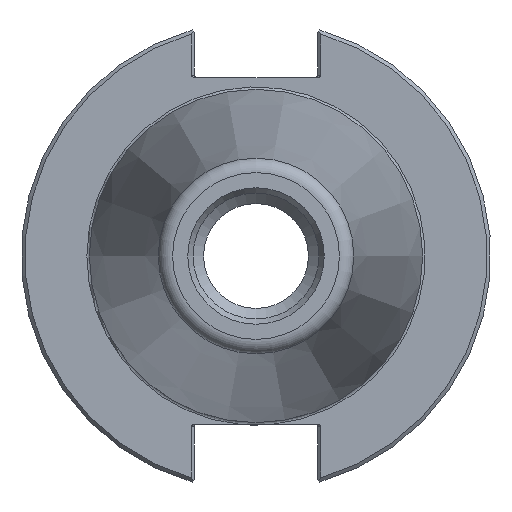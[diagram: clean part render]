
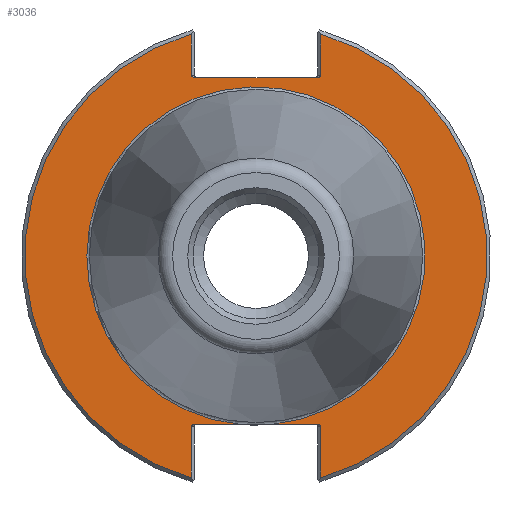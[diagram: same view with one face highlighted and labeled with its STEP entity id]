
A CAD part, left-side view. The second image highlights one B-rep face of the part: STEP entity #3036.
In plain terms, the highlighted planar face has unit normal (-1, 0, 0).
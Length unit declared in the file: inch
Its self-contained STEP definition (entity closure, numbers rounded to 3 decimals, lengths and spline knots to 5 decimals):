
#2391=CARTESIAN_POINT('',(0.125,-0.50422,1.472));
#2392=VERTEX_POINT('',#2391);
#2399=CARTESIAN_POINT('',(0.125,-0.5325,1.492));
#2400=VERTEX_POINT('',#2399);
#2401=CARTESIAN_POINT('',(0.125,-0.50422,1.492));
#2402=DIRECTION('',(-1.0,0.0,0.0));
#2403=DIRECTION('',(0.0,-1.0,0.0));
#2404=AXIS2_PLACEMENT_3D('',#2401,#2402,#2403);
#2405=ELLIPSE('',#2404,0.02828,0.02);
#2406=EDGE_CURVE('',#2392,#2400,#2405,.T.);
#2456=CARTESIAN_POINT('',(0.125,-0.5325,1.83167));
#2457=VERTEX_POINT('',#2456);
#2458=CARTESIAN_POINT('',(0.125,-0.5325,1.492));
#2459=DIRECTION('',(0.0,0.0,1.0));
#2460=VECTOR('',#2459,0.33967);
#2461=LINE('',#2458,#2460);
#2462=EDGE_CURVE('',#2400,#2457,#2461,.T.);
#2545=CARTESIAN_POINT('',(0.125,0.50422,-1.388));
#2546=VERTEX_POINT('',#2545);
#2553=CARTESIAN_POINT('',(0.125,0.5325,-1.408));
#2554=VERTEX_POINT('',#2553);
#2555=CARTESIAN_POINT('',(0.125,0.50422,-1.408));
#2556=DIRECTION('',(-1.0,0.0,0.0));
#2557=DIRECTION('',(0.0,1.0,0.0));
#2558=AXIS2_PLACEMENT_3D('',#2555,#2556,#2557);
#2559=ELLIPSE('',#2558,0.02828,0.02);
#2560=EDGE_CURVE('',#2546,#2554,#2559,.T.);
#2610=CARTESIAN_POINT('',(0.125,0.5325,-1.83167));
#2611=VERTEX_POINT('',#2610);
#2612=CARTESIAN_POINT('',(0.125,0.5325,-1.408));
#2613=DIRECTION('',(0.0,0.0,-1.0));
#2614=VECTOR('',#2613,0.42367);
#2615=LINE('',#2612,#2614);
#2616=EDGE_CURVE('',#2554,#2611,#2615,.T.);
#2641=CARTESIAN_POINT('',(0.125,-0.5325,-1.408));
#2642=VERTEX_POINT('',#2641);
#2643=CARTESIAN_POINT('',(0.125,-0.50422,-1.388));
#2644=VERTEX_POINT('',#2643);
#2645=CARTESIAN_POINT('',(0.125,-0.50422,-1.408));
#2646=DIRECTION('',(-1.0,0.0,0.0));
#2647=DIRECTION('',(0.0,-1.0,0.0));
#2648=AXIS2_PLACEMENT_3D('',#2645,#2646,#2647);
#2649=ELLIPSE('',#2648,0.02828,0.02);
#2650=EDGE_CURVE('',#2642,#2644,#2649,.T.);
#2748=CARTESIAN_POINT('',(0.125,-0.5325,-1.83167));
#2749=VERTEX_POINT('',#2748);
#2756=CARTESIAN_POINT('',(0.125,-0.5325,-1.83167));
#2757=DIRECTION('',(0.0,0.0,1.0));
#2758=VECTOR('',#2757,0.42367);
#2759=LINE('',#2756,#2758);
#2760=EDGE_CURVE('',#2749,#2642,#2759,.T.);
#2802=CARTESIAN_POINT('',(0.125,0.5325,1.492));
#2803=VERTEX_POINT('',#2802);
#2810=CARTESIAN_POINT('',(0.125,0.50422,1.472));
#2811=VERTEX_POINT('',#2810);
#2812=CARTESIAN_POINT('',(0.125,0.50422,1.492));
#2813=DIRECTION('',(-1.0,0.0,0.0));
#2814=DIRECTION('',(0.0,1.0,0.0));
#2815=AXIS2_PLACEMENT_3D('',#2812,#2813,#2814);
#2816=ELLIPSE('',#2815,0.02828,0.02);
#2817=EDGE_CURVE('',#2803,#2811,#2816,.T.);
#2902=CARTESIAN_POINT('',(0.125,0.5325,1.83167));
#2903=VERTEX_POINT('',#2902);
#2910=CARTESIAN_POINT('',(0.125,0.5325,1.83167));
#2911=DIRECTION('',(0.0,0.0,-1.0));
#2912=VECTOR('',#2911,0.33967);
#2913=LINE('',#2910,#2912);
#2914=EDGE_CURVE('',#2903,#2803,#2913,.T.);
#2949=CARTESIAN_POINT('',(0.125,-0.13957,-1.388));
#2950=VERTEX_POINT('',#2949);
#2951=CARTESIAN_POINT('',(0.125,0.13957,-1.388));
#2952=VERTEX_POINT('',#2951);
#2967=CARTESIAN_POINT('',(0.125,0.0,0.0));
#2968=DIRECTION('',(-1.0,0.0,0.0));
#2969=DIRECTION('',(0.0,-1.0,0.0));
#2970=AXIS2_PLACEMENT_3D('',#2967,#2968,#2969);
#2971=CIRCLE('',#2970,1.395);
#2972=EDGE_CURVE('',#2950,#2952,#2971,.T.);
#2988=CARTESIAN_POINT('',(0.125,1.65625,0.0));
#2989=DIRECTION('',(-1.0,0.0,0.0));
#2990=DIRECTION('',(0.0,0.0,1.0));
#2991=AXIS2_PLACEMENT_3D('',#2988,#2989,#2990);
#2992=PLANE('',#2991);
#2993=ORIENTED_EDGE('',*,*,#2972,.F.);
#2994=CARTESIAN_POINT('',(0.125,-0.50422,-1.388));
#2995=DIRECTION('',(0.0,1.0,0.0));
#2996=VECTOR('',#2995,0.36464);
#2997=LINE('',#2994,#2996);
#2998=EDGE_CURVE('',#2644,#2950,#2997,.T.);
#2999=ORIENTED_EDGE('',*,*,#2998,.F.);
#3000=ORIENTED_EDGE('',*,*,#2650,.F.);
#3001=ORIENTED_EDGE('',*,*,#2760,.F.);
#3002=CARTESIAN_POINT('',(0.125,0.0,0.0));
#3003=DIRECTION('',(1.0,0.0,0.0));
#3004=DIRECTION('',(0.0,-1.0,0.0));
#3005=AXIS2_PLACEMENT_3D('',#3002,#3003,#3004);
#3006=CIRCLE('',#3005,1.9075);
#3007=EDGE_CURVE('',#2457,#2749,#3006,.T.);
#3008=ORIENTED_EDGE('',*,*,#3007,.F.);
#3009=ORIENTED_EDGE('',*,*,#2462,.F.);
#3010=ORIENTED_EDGE('',*,*,#2406,.F.);
#3011=CARTESIAN_POINT('',(0.125,0.50422,1.472));
#3012=DIRECTION('',(0.0,-1.0,0.0));
#3013=VECTOR('',#3012,1.00843);
#3014=LINE('',#3011,#3013);
#3015=EDGE_CURVE('',#2811,#2392,#3014,.T.);
#3016=ORIENTED_EDGE('',*,*,#3015,.F.);
#3017=ORIENTED_EDGE('',*,*,#2817,.F.);
#3018=ORIENTED_EDGE('',*,*,#2914,.F.);
#3019=CARTESIAN_POINT('',(0.125,0.0,0.0));
#3020=DIRECTION('',(1.0,0.0,0.0));
#3021=DIRECTION('',(0.0,1.0,0.0));
#3022=AXIS2_PLACEMENT_3D('',#3019,#3020,#3021);
#3023=CIRCLE('',#3022,1.9075);
#3024=EDGE_CURVE('',#2611,#2903,#3023,.T.);
#3025=ORIENTED_EDGE('',*,*,#3024,.F.);
#3026=ORIENTED_EDGE('',*,*,#2616,.F.);
#3027=ORIENTED_EDGE('',*,*,#2560,.F.);
#3028=CARTESIAN_POINT('',(0.125,0.13957,-1.388));
#3029=DIRECTION('',(0.0,1.0,0.0));
#3030=VECTOR('',#3029,0.36464);
#3031=LINE('',#3028,#3030);
#3032=EDGE_CURVE('',#2952,#2546,#3031,.T.);
#3033=ORIENTED_EDGE('',*,*,#3032,.F.);
#3034=EDGE_LOOP('',(#2993,#2999,#3000,#3001,#3008,#3009,#3010,#3016,#3017,#3018,#3025,#3026,#3027,#3033));
#3035=FACE_OUTER_BOUND('',#3034,.T.);
#3036=ADVANCED_FACE('',(#3035),#2992,.T.);
